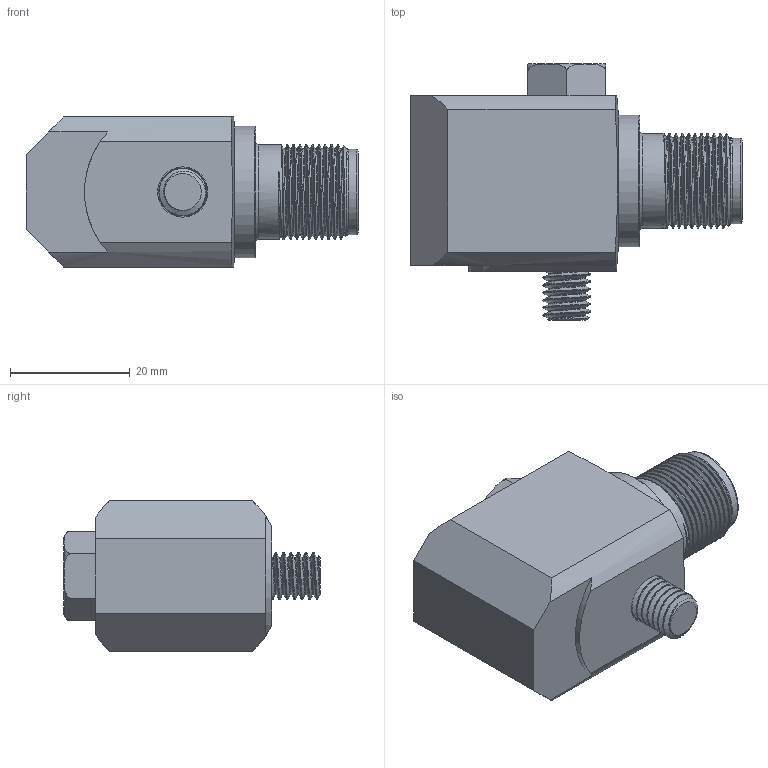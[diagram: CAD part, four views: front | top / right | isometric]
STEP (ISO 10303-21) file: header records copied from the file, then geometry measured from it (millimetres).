
FILE_DESCRIPTION(/* description */ (''),/* implementation_level */ '2;1');
FILE_NAME(/* name */ 'MASTER_M8_SIDE_EXIT_2PIN.stp',/* time_stamp */ '2017-04-26T13:35:46-04:00',/* author */ ('aneininger'),/* organization */ (''),/* preprocessor_version */ 'ST-DEVELOPER v16.5',/* originating_system */ 'Autodesk Inventor 2017',/* authorisation */ '');
FILE_SCHEMA (('AUTOMOTIVE_DESIGN { 1 0 10303 214 3 1 1 }'));
Length unit declared in the file: inch
Products named in the file (3): MASTER_M8_SIDE_EXIT_2PIN_STEP; MASTER_M8_SIDE_EXIT_2PIN; ACP32088
Assembly tree (2 placements, depth 2):
  MASTER_M8_SIDE_EXIT_2PIN_STEP
    MASTER_M8_SIDE_EXIT_2PIN
    ACP32088
Bounding box: 55.55 x 42.89 x 25.15 mm (x, y, z)
Volume: 27372.6 mm3; surface area: 9066.3 mm2
Topology: 3 solids, 3 shells, 128 faces, 305 edges, 198 vertices
Faces by surface type: plane 63, bspline 34, cylinder 19, cone 6, torus 6
Full cylindrical faces by diameter (mm): 1.587 x2, 4.064 x2, 6.274 x1, 6.655 x1, 8.407 x1, 11.684 x1, 14.275 x1, 15.9 x1, 22.047 x1
Entity records: 13062 total; most frequent: CARTESIAN_POINT 10261, ORIENTED_EDGE 546, DIRECTION 436, EDGE_CURVE 271, VERTEX_POINT 187, EDGE_LOOP 166, AXIS2_PLACEMENT_3D 153, LINE 130
